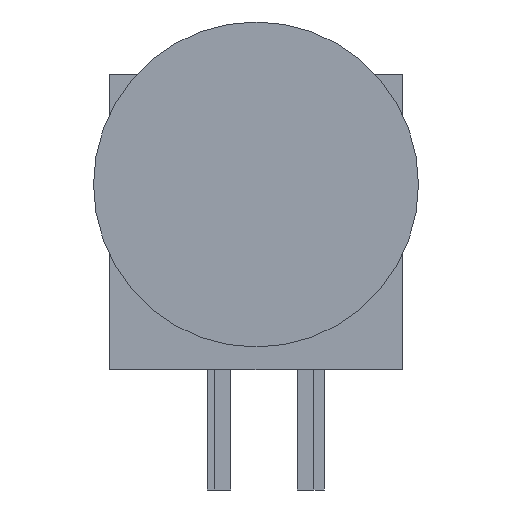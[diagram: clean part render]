
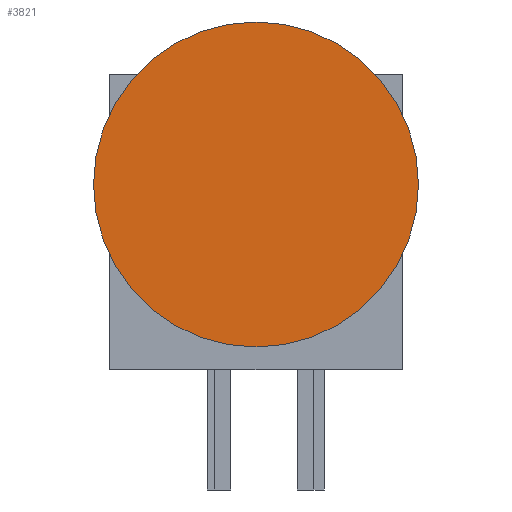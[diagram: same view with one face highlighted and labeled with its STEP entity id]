
A CAD part, left-side view. The second image highlights one B-rep face of the part: STEP entity #3821.
In plain terms, the highlighted planar face has unit normal (-1, 0, 0).
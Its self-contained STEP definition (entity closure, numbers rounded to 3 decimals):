
#3752 = CYLINDRICAL_SURFACE('',#3753,5.);
#3753 = AXIS2_PLACEMENT_3D('',#3754,#3755,#3756);
#3754 = CARTESIAN_POINT('',(-16.65,1.556,
    5.706));
#3755 = DIRECTION('',(-1.,0.,0.));
#3756 = DIRECTION('',(0.,-1.,0.));
#3770 = EDGE_CURVE('',#3771,#3771,#3773,.T.);
#3771 = VERTEX_POINT('',#3772);
#3772 = CARTESIAN_POINT('',(-27.25,-3.444,
    5.706));
#3773 = SURFACE_CURVE('',#3774,(#3779,#3786),.PCURVE_S1.);
#3774 = CIRCLE('',#3775,5.);
#3775 = AXIS2_PLACEMENT_3D('',#3776,#3777,#3778);
#3776 = CARTESIAN_POINT('',(-27.25,1.556,
    5.706));
#3777 = DIRECTION('',(-1.,0.,0.));
#3778 = DIRECTION('',(0.,-1.,0.));
#3779 = PCURVE('',#3752,#3780);
#3780 = DEFINITIONAL_REPRESENTATION('',(#3781),#3785);
#3781 = LINE('',#3782,#3783);
#3782 = CARTESIAN_POINT('',(0.,10.6));
#3783 = VECTOR('',#3784,1.);
#3784 = DIRECTION('',(1.,0.));
#3785 = ( GEOMETRIC_REPRESENTATION_CONTEXT(2) 
PARAMETRIC_REPRESENTATION_CONTEXT() REPRESENTATION_CONTEXT('2D SPACE',''
  ) );
#3786 = PCURVE('',#3787,#3792);
#3787 = PLANE('',#3788);
#3788 = AXIS2_PLACEMENT_3D('',#3789,#3790,#3791);
#3789 = CARTESIAN_POINT('',(-27.25,1.556,
    5.706));
#3790 = DIRECTION('',(-1.,0.,0.));
#3791 = DIRECTION('',(0.,-1.,0.));
#3792 = DEFINITIONAL_REPRESENTATION('',(#3793),#3797);
#3793 = CIRCLE('',#3794,5.);
#3794 = AXIS2_PLACEMENT_2D('',#3795,#3796);
#3795 = CARTESIAN_POINT('',(0.,0.));
#3796 = DIRECTION('',(1.,0.));
#3797 = ( GEOMETRIC_REPRESENTATION_CONTEXT(2) 
PARAMETRIC_REPRESENTATION_CONTEXT() REPRESENTATION_CONTEXT('2D SPACE',''
  ) );
#3821 = ADVANCED_FACE('',(#3822),#3787,.T.);
#3822 = FACE_BOUND('',#3823,.T.);
#3823 = EDGE_LOOP('',(#3824));
#3824 = ORIENTED_EDGE('',*,*,#3770,.T.);
